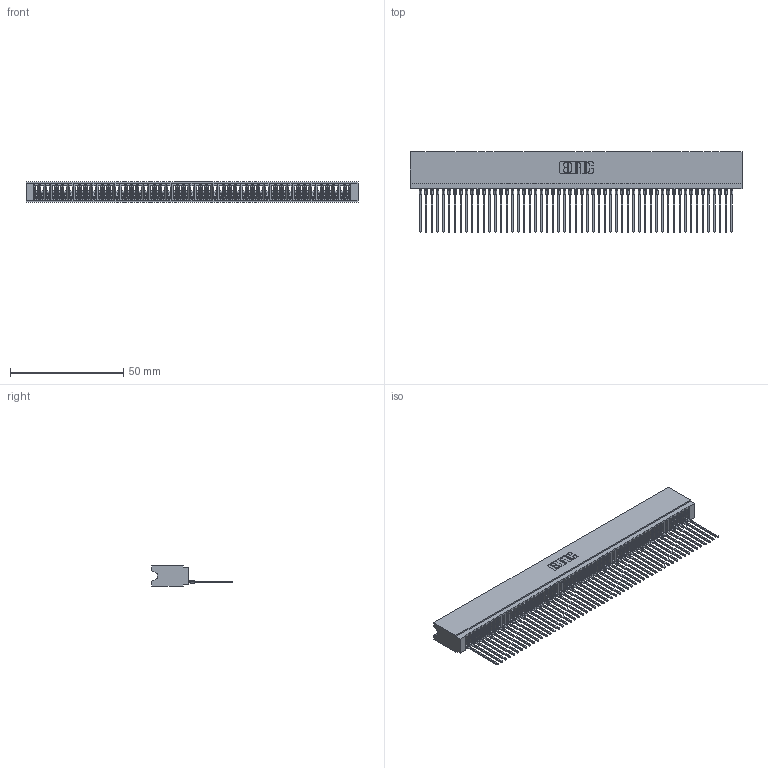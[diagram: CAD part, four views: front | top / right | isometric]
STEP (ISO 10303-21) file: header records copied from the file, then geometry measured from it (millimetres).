
FILE_DESCRIPTION (( 'STEP AP203' ), '1' );
FILE_NAME ('745-055-541-106.STEP', '2026-02-25T22:44:57', ( '' ), ( '' ), 'SwSTEP 2.0', 'SolidWorks 2023', '' );
FILE_SCHEMA (( 'CONFIG_CONTROL_DESIGN' ));
Length unit declared in the file: millimetre
Products named in the file (3): 745-292-001_541; 745 Part_Insulator Option - 06; 745-055-541-106
Assembly tree (56 placements, depth 2):
  745-055-541-106
    745 Part_Insulator Option - 06
    745-292-001_541  x55
Bounding box: 146.3 x 35.45 x 8.89 mm (x, y, z)
Volume: 12805.3 mm3; surface area: 25218.7 mm2
Topology: 56 solids, 56 shells, 6256 faces, 17200 edges, 10842 vertices
Faces by surface type: plane 3741, bspline 1100, cylinder 1085, torus 330
Entity records: 89079 total; most frequent: CARTESIAN_POINT 16199, ORIENTED_EDGE 15716, DIRECTION 13608, EDGE_CURVE 7858, LINE 7346, VECTOR 7346, VERTEX_POINT 5010, AXIS2_PLACEMENT_3D 3131
